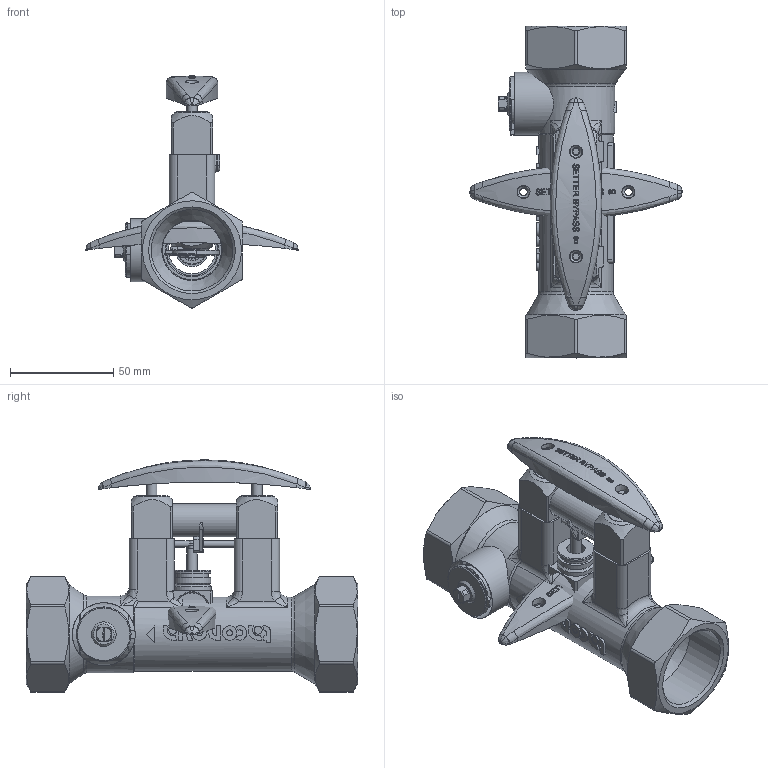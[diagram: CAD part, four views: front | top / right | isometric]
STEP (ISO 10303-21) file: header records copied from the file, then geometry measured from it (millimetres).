
FILE_DESCRIPTION( ( 'Unknown' ), '1' );
FILE_NAME( 'Setter BP SD IG DN32 .stp', 'Unknown', ( 'Unknown' ), ( 'Unknown' ), 'PSStep 13.0', 'Unknown', ' ' );
FILE_SCHEMA( ( 'AUTOMOTIVE_DESIGN { 1 0 10303 214 1 1 1 1 }' ) );
Length unit declared in the file: millimetre
Products named in the file (12): Assem1; 3-4944c; 4-4966f; 3-4975d; 4-5437b; 4-4936eart.nr.206962; 4-5435b; 4-4976g; 3-5434c; 3-5434c-oa0; 3-4939g; 1-5438a
Bounding box: 103 x 161 x 112.6 mm (x, y, z)
Volume: 263306.7 mm3; surface area: 147923.8 mm2
Topology: 24 solids, 24 shells, 1631 faces, 4047 edges, 2617 vertices
Faces by surface type: plane 723, cylinder 462, cone 140, extrusion 106, torus 95, bspline 56, sphere 49
Full cylindrical faces by diameter (mm): 1 x2, 2.922 x4, 3 x2, 3.1 x6, 3.3 x7, 3.6 x4, 3.8 x3, 3.896 x4, 5 x10, 5.2 x2, 5.4 x2, 5.8 x4, 5.9 x2, 6 x3, 6.957 x4, 7.5 x4, 8 x4, 8.5 x6, 9 x4, 9.7 x4, 9.95 x2, 10 x2, 13 x7, 13.4 x4, 14.2 x2, 15.6 x4, 16 x6, 16.1 x4, 16.5 x4, 18.2 x12
Entity records: 35325 total; most frequent: CARTESIAN_POINT 11469, DIRECTION 3664, ORIENTED_EDGE 3492, EDGE_CURVE 1746, AXIS2_PLACEMENT_3D 1455, VERTEX_POINT 1211, EDGE_LOOP 1076, FACE_OUTER_BOUND 896
